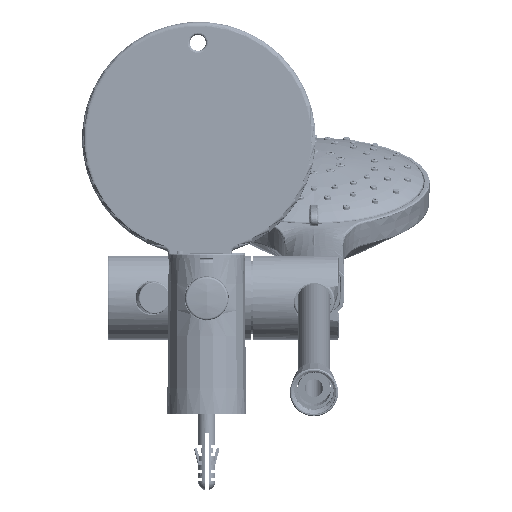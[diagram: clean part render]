
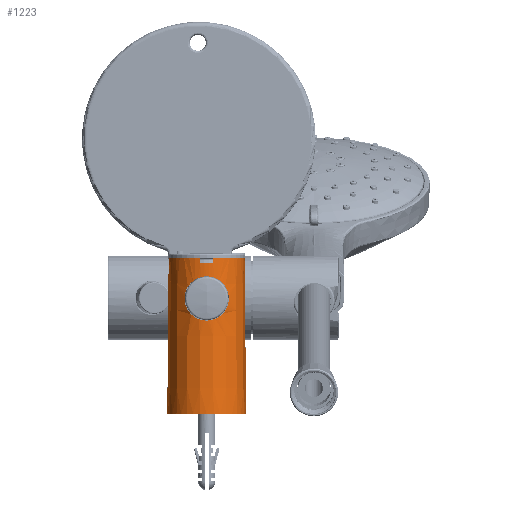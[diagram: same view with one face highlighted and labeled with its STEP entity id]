
A CAD part, top view. The second image highlights one B-rep face of the part: STEP entity #1223.
In plain terms, the highlighted conical face has half-angle 0.5 degrees and reference radius 18.373 mm.
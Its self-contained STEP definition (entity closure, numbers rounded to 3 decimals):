
#207=CARTESIAN_POINT('',(0.,0.,76.));
#208=DIRECTION('',(0.,0.,1.));
#209=DIRECTION('',(-1.,0.,0.));
#210=AXIS2_PLACEMENT_3D('',#207,#208,#209);
#217=CARTESIAN_POINT('',(0.,0.,76.));
#218=DIRECTION('',(0.,0.,1.));
#219=DIRECTION('',(0.166,-0.986,0.));
#220=AXIS2_PLACEMENT_3D('',#217,#218,#219);
#222=CARTESIAN_POINT('',(10.5,-14.885,57.));
#223=CARTESIAN_POINT('',(10.5,-14.891,56.462));
#224=CARTESIAN_POINT('',(10.418,-14.961,55.347));
#225=CARTESIAN_POINT('',(9.985,-15.276,53.582));
#226=CARTESIAN_POINT('',(9.229,-15.769,51.875));
#227=CARTESIAN_POINT('',(8.15,-16.376,50.286));
#228=CARTESIAN_POINT('',(6.773,-17.012,48.897));
#229=CARTESIAN_POINT('',(5.181,-17.575,47.802));
#230=CARTESIAN_POINT('',(3.492,-17.995,47.042));
#231=CARTESIAN_POINT('',(1.757,-18.25,46.598));
#232=CARTESIAN_POINT('',(0.,-18.336,
46.451));
#233=CARTESIAN_POINT('',(-1.757,-18.25,46.598));
#234=CARTESIAN_POINT('',(-3.492,-17.995,47.043));
#235=CARTESIAN_POINT('',(-5.182,-17.575,47.802));
#236=CARTESIAN_POINT('',(-6.773,-17.012,48.898));
#237=CARTESIAN_POINT('',(-8.151,-16.376,50.286));
#238=CARTESIAN_POINT('',(-9.229,-15.769,51.876));
#239=CARTESIAN_POINT('',(-9.986,-15.276,53.583));
#240=CARTESIAN_POINT('',(-10.418,-14.961,55.347));
#241=CARTESIAN_POINT('',(-10.5,-14.891,56.462));
#242=CARTESIAN_POINT('',(-10.5,-14.885,57.));
#244=CARTESIAN_POINT('',(-10.5,-14.885,57.));
#245=CARTESIAN_POINT('',(-10.5,-14.879,57.541));
#246=CARTESIAN_POINT('',(-10.417,-14.926,58.658));
#247=CARTESIAN_POINT('',(-9.985,-15.205,60.417));
#248=CARTESIAN_POINT('',(-9.234,-15.662,62.116));
#249=CARTESIAN_POINT('',(-8.161,-16.239,63.701));
#250=CARTESIAN_POINT('',(-6.789,-16.853,65.089));
#251=CARTESIAN_POINT('',(-5.196,-17.404,66.19));
#252=CARTESIAN_POINT('',(-3.503,-17.816,66.954));
#253=CARTESIAN_POINT('',(-1.762,-18.068,67.402));
#254=CARTESIAN_POINT('',(0.,-18.152,67.549));
#255=CARTESIAN_POINT('',(1.762,-18.068,67.402));
#256=CARTESIAN_POINT('',(3.504,-17.816,66.954));
#257=CARTESIAN_POINT('',(5.196,-17.404,66.19));
#258=CARTESIAN_POINT('',(6.789,-16.853,65.089));
#259=CARTESIAN_POINT('',(8.161,-16.239,63.7));
#260=CARTESIAN_POINT('',(9.234,-15.662,62.115));
#261=CARTESIAN_POINT('',(9.985,-15.205,60.417));
#262=CARTESIAN_POINT('',(10.417,-14.926,58.658));
#263=CARTESIAN_POINT('',(10.5,-14.879,57.541));
#264=CARTESIAN_POINT('',(10.5,-14.885,57.));
#266=CARTESIAN_POINT('',(3.,-17.817,74.));
#267=CARTESIAN_POINT('',(3.,-17.811,74.667));
#268=CARTESIAN_POINT('',(3.,-17.805,75.333));
#269=CARTESIAN_POINT('',(3.,-17.799,76.));
#271=DIRECTION('',(0.009,0.,1.));
#272=VECTOR('',#271,74.003);
#273=CARTESIAN_POINT('',(-18.696,0.,2.));
#274=LINE('',#273,#272);
#275=CARTESIAN_POINT('',(-3.,-17.799,76.));
#276=CARTESIAN_POINT('',(-3.,-17.805,75.333));
#277=CARTESIAN_POINT('',(-3.,-17.811,74.667));
#278=CARTESIAN_POINT('',(-3.,-17.817,74.));
#280=CARTESIAN_POINT('',(0.,0.,74.));
#281=DIRECTION('',(0.,0.,1.));
#282=DIRECTION('',(-0.166,-0.986,0.));
#283=AXIS2_PLACEMENT_3D('',#280,#281,#282);
#560=CARTESIAN_POINT('',(0.,0.,2.));
#561=DIRECTION('',(0.,0.,1.));
#562=DIRECTION('',(-1.,0.,0.));
#563=AXIS2_PLACEMENT_3D('',#560,#561,#562);
#624=DIRECTION('',(-0.009,0.,1.));
#625=VECTOR('',#624,74.003);
#626=CARTESIAN_POINT('',(18.696,0.,2.));
#627=LINE('',#626,#625);
#1066=VERTEX_POINT('',#222);
#1067=VERTEX_POINT('',#242);
#1084=CARTESIAN_POINT('',(18.05,0.,76.));
#1085=CARTESIAN_POINT('',(-18.05,0.,76.));
#1086=VERTEX_POINT('',#1084);
#1087=VERTEX_POINT('',#1085);
#1088=CARTESIAN_POINT('',(3.,-17.799,76.));
#1090=VERTEX_POINT('',#1088);
#1092=CARTESIAN_POINT('',(-3.,-17.799,76.));
#1094=VERTEX_POINT('',#1092);
#1096=VERTEX_POINT('',#266);
#1097=CARTESIAN_POINT('',(-3.,-17.817,74.));
#1098=VERTEX_POINT('',#1097);
#1147=CARTESIAN_POINT('',(-18.696,0.,2.));
#1148=CARTESIAN_POINT('',(18.696,0.,2.));
#1149=VERTEX_POINT('',#1147);
#1150=VERTEX_POINT('',#1148);
#1197=CARTESIAN_POINT('',(0.,0.,39.));
#1198=DIRECTION('',(0.,0.,-1.));
#1199=DIRECTION('',(1.,0.,0.));
#1200=AXIS2_PLACEMENT_3D('',#1197,#1198,#1199);
#1201=CONICAL_SURFACE('',#1200,18.373,0.5);
#1202=ORIENTED_EDGE('',*,*,#1188,.T.);
#1203=ORIENTED_EDGE('',*,*,#1177,.T.);
#1205=ORIENTED_EDGE('',*,*,#1204,.F.);
#1207=ORIENTED_EDGE('',*,*,#1206,.F.);
#1209=ORIENTED_EDGE('',*,*,#1208,.T.);
#1210=ORIENTED_EDGE('',*,*,#1173,.T.);
#1212=ORIENTED_EDGE('',*,*,#1211,.T.);
#1214=ORIENTED_EDGE('',*,*,#1213,.T.);
#1215=EDGE_LOOP('',(#1202,#1203,#1205,#1207,#1209,#1210,#1212,#1214));
#1216=FACE_OUTER_BOUND('',#1215,.F.);
#1218=ORIENTED_EDGE('',*,*,#1217,.F.);
#1220=ORIENTED_EDGE('',*,*,#1219,.F.);
#1221=EDGE_LOOP('',(#1218,#1220));
#1222=FACE_BOUND('',#1221,.F.);
#1223=ADVANCED_FACE('',(#1216,#1222),#1201,.T.);
#211=CIRCLE('',#210,18.05);
#221=CIRCLE('',#220,18.05);
#243=B_SPLINE_CURVE_WITH_KNOTS('',3,(#222,#223,#224,#225,#226,#227,#228,#229,
#230,#231,#232,#233,#234,#235,#236,#237,#238,#239,#240,#241,#242),.UNSPECIFIED.,
.F.,.F.,(4,1,1,1,1,1,1,1,1,1,1,1,1,1,1,1,1,1,4),(0.,0.056,
0.111,0.167,0.222,0.278,
0.333,0.389,0.444,0.5,0.556,
0.611,0.667,0.722,0.778,
0.833,0.889,0.944,1.),.UNSPECIFIED.);
#265=B_SPLINE_CURVE_WITH_KNOTS('',3,(#244,#245,#246,#247,#248,#249,#250,#251,
#252,#253,#254,#255,#256,#257,#258,#259,#260,#261,#262,#263,#264),.UNSPECIFIED.,
.F.,.F.,(4,1,1,1,1,1,1,1,1,1,1,1,1,1,1,1,1,1,4),(0.,0.056,
0.111,0.167,0.222,0.278,
0.333,0.389,0.444,0.5,0.556,
0.611,0.667,0.722,0.778,
0.833,0.889,0.944,1.),.UNSPECIFIED.);
#270=B_SPLINE_CURVE_WITH_KNOTS('',3,(#266,#267,#268,#269),.UNSPECIFIED.,.F.,.F.,
(4,4),(0.,1.),.UNSPECIFIED.);
#279=B_SPLINE_CURVE_WITH_KNOTS('',3,(#275,#276,#277,#278),.UNSPECIFIED.,.F.,.F.,
(4,4),(0.,1.),.UNSPECIFIED.);
#284=CIRCLE('',#283,18.067);
#564=CIRCLE('',#563,18.696);
#1173=EDGE_CURVE('',#1087,#1094,#211,.T.);
#1177=EDGE_CURVE('',#1090,#1086,#221,.T.);
#1188=EDGE_CURVE('',#1096,#1090,#270,.T.);
#1204=EDGE_CURVE('',#1150,#1086,#627,.T.);
#1206=EDGE_CURVE('',#1149,#1150,#564,.T.);
#1208=EDGE_CURVE('',#1149,#1087,#274,.T.);
#1211=EDGE_CURVE('',#1094,#1098,#279,.T.);
#1213=EDGE_CURVE('',#1098,#1096,#284,.T.);
#1217=EDGE_CURVE('',#1066,#1067,#243,.T.);
#1219=EDGE_CURVE('',#1067,#1066,#265,.T.);
